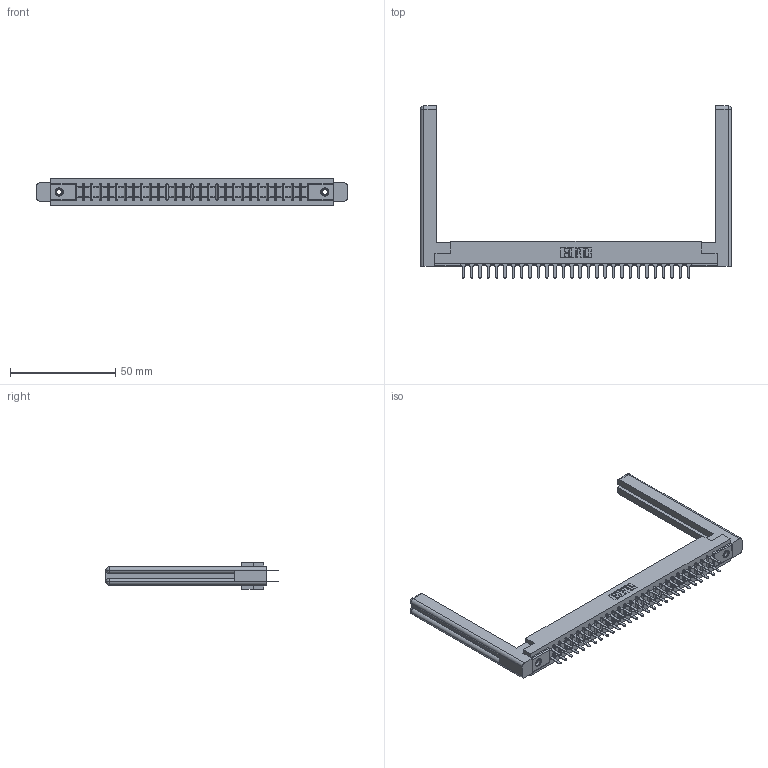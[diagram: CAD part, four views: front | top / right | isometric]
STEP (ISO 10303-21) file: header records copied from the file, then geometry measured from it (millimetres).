
FILE_DESCRIPTION (( 'STEP AP203' ), '1' );
FILE_NAME ('357-056-420-258.STEP', '2020-10-04T09:50:31', ( '' ), ( '' ), 'SwSTEP 2.0', 'SolidWorks 2020', '' );
FILE_SCHEMA (( 'CONFIG_CONTROL_DESIGN' ));
Length unit declared in the file: inch
Products named in the file (5): 307 Part_.156 Dia Mounting Holes; 307-290-001_520; 345-250-001_345-250-001-102; 307-220-058; 357-056-420-258
Assembly tree (61 placements, depth 2):
  357-056-420-258
    307 Part_.156 Dia Mounting Holes
    307-290-001_520  x56
    307-220-058  x2
    345-250-001_345-250-001-102  x2
Bounding box: 147.57 x 81.74 x 12.7 mm (x, y, z)
Volume: 22764 mm3; surface area: 23830.7 mm2
Topology: 61 solids, 61 shells, 2865 faces, 7957 edges, 5138 vertices
Faces by surface type: plane 1890, cylinder 893, sphere 58, torus 12, cone 12
Entity records: 29227 total; most frequent: CARTESIAN_POINT 4803, ORIENTED_EDGE 4700, DIRECTION 4668, EDGE_CURVE 2350, LINE 1794, VECTOR 1794, VERTEX_POINT 1518, AXIS2_PLACEMENT_3D 1437
